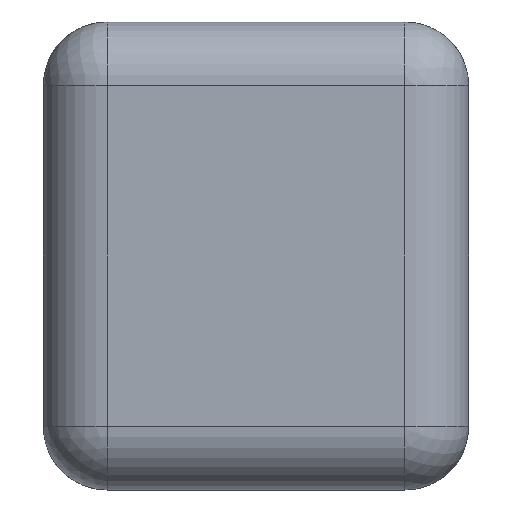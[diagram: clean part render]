
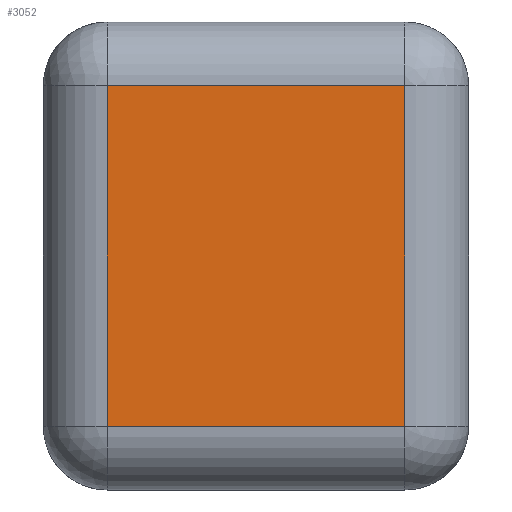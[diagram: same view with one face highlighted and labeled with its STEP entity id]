
A CAD part, left-side view. The second image highlights one B-rep face of the part: STEP entity #3052.
In plain terms, the highlighted planar face has unit normal (-1, 0, 0).
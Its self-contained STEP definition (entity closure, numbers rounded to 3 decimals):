
#146=PLANE('',#3270);
#234=FACE_OUTER_BOUND('',#426,.T.);
#426=EDGE_LOOP('',(#2149,#2150,#2151,#2152));
#671=LINE('',#4128,#931);
#672=LINE('',#4134,#932);
#673=LINE('',#4140,#933);
#674=LINE('',#4144,#934);
#931=VECTOR('',#3468,0.35);
#932=VECTOR('',#3477,0.4);
#933=VECTOR('',#3486,0.35);
#934=VECTOR('',#3493,0.4);
#1343=VERTEX_POINT('',#4125);
#1344=VERTEX_POINT('',#4127);
#1345=VERTEX_POINT('',#4131);
#1346=VERTEX_POINT('',#4137);
#1644=EDGE_CURVE('',#1343,#1344,#671,.T.);
#1648=EDGE_CURVE('',#1344,#1345,#672,.T.);
#1651=EDGE_CURVE('',#1345,#1346,#673,.T.);
#1653=EDGE_CURVE('',#1346,#1343,#674,.T.);
#2149=ORIENTED_EDGE('',*,*,#1644,.F.);
#2150=ORIENTED_EDGE('',*,*,#1653,.F.);
#2151=ORIENTED_EDGE('',*,*,#1651,.F.);
#2152=ORIENTED_EDGE('',*,*,#1648,.F.);
#3052=ADVANCED_FACE('',(#234),#146,.T.);
#3270=AXIS2_PLACEMENT_3D('',#4148,#3500,#3501);
#3468=DIRECTION('',(0.,-1.,0.));
#3477=DIRECTION('',(0.,0.,-1.));
#3486=DIRECTION('',(0.,1.,0.));
#3493=DIRECTION('',(0.,0.,1.));
#3500=DIRECTION('center_axis',(-1.,0.,0.));
#3501=DIRECTION('ref_axis',(0.,-1.,0.));
#4125=CARTESIAN_POINT('',(-0.5,0.175,0.475));
#4127=CARTESIAN_POINT('',(-0.5,-0.175,0.475));
#4128=CARTESIAN_POINT('',(-0.5,0.125,0.475));
#4131=CARTESIAN_POINT('',(-0.5,-0.175,0.075));
#4134=CARTESIAN_POINT('',(-0.5,-0.175,0.));
#4137=CARTESIAN_POINT('',(-0.5,0.175,0.075));
#4140=CARTESIAN_POINT('',(-0.5,0.125,0.075));
#4144=CARTESIAN_POINT('',(-0.5,0.175,0.));
#4148=CARTESIAN_POINT('Origin',(-0.5,0.25,0.));
